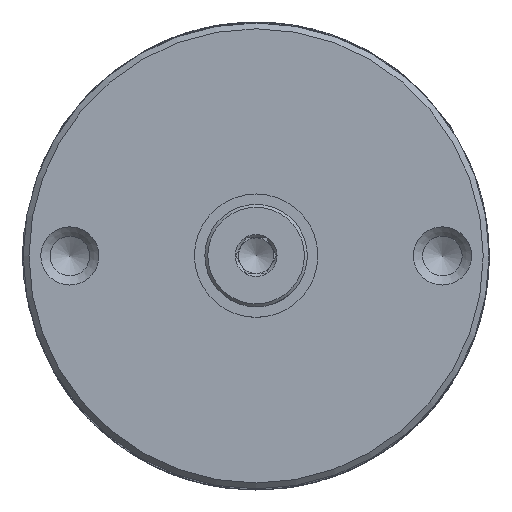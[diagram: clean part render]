
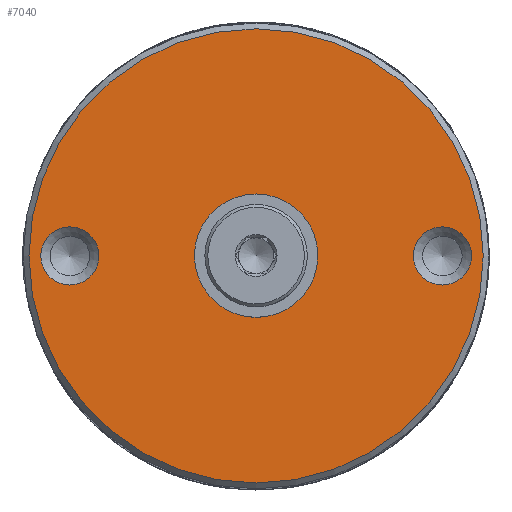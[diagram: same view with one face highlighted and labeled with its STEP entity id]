
A CAD part, top view. The second image highlights one B-rep face of the part: STEP entity #7040.
In plain terms, the highlighted planar face has unit normal (0, 0, 1).
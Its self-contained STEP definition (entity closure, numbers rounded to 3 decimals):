
#4921=PLANE('',#60074);
#7040=ADVANCED_FACE('',(#10061,#10062,#10063,#10064),#4921,.T.);
#10061=FACE_BOUND('',#11826,.T.);
#10062=FACE_BOUND('',#11827,.T.);
#10063=FACE_BOUND('',#11828,.T.);
#10064=FACE_BOUND('',#11829,.T.);
#11826=EDGE_LOOP('',(#25945));
#11827=EDGE_LOOP('',(#25946));
#11828=EDGE_LOOP('',(#25947));
#11829=EDGE_LOOP('',(#25948));
#18497=CIRCLE('',#60067,3.5);
#18498=CIRCLE('',#60069,2.5);
#18499=CIRCLE('',#60071,2.5);
#18500=CIRCLE('',#60073,19.513);
#25945=ORIENTED_EDGE('',*,*,#45199,.T.);
#25946=ORIENTED_EDGE('',*,*,#45198,.T.);
#25947=ORIENTED_EDGE('',*,*,#45200,.T.);
#25948=ORIENTED_EDGE('',*,*,#45197,.F.);
#38771=VERTEX_POINT('',#101640);
#38772=VERTEX_POINT('',#101643);
#38773=VERTEX_POINT('',#101646);
#38774=VERTEX_POINT('',#101649);
#45197=EDGE_CURVE('',#38771,#38771,#18497,.T.);
#45198=EDGE_CURVE('',#38772,#38772,#18498,.T.);
#45199=EDGE_CURVE('',#38773,#38773,#18499,.T.);
#45200=EDGE_CURVE('',#38774,#38774,#18500,.T.);
#60067=AXIS2_PLACEMENT_3D('',#101639,#68643,#68644);
#60069=AXIS2_PLACEMENT_3D('',#101642,#68647,#68648);
#60071=AXIS2_PLACEMENT_3D('',#101645,#68651,#68652);
#60073=AXIS2_PLACEMENT_3D('',#101648,#68655,#68656);
#60074=AXIS2_PLACEMENT_3D('',#101650,#68657,#68658);
#68643=DIRECTION('',(0.,0.,1.));
#68644=DIRECTION('',(0.,1.,0.));
#68647=DIRECTION('',(0.,0.,-1.));
#68648=DIRECTION('',(0.,1.,0.));
#68651=DIRECTION('',(0.,0.,-1.));
#68652=DIRECTION('',(0.,1.,0.));
#68655=DIRECTION('',(0.,0.,1.));
#68656=DIRECTION('',(0.,1.,0.));
#68657=DIRECTION('',(0.,0.,1.));
#68658=DIRECTION('',(0.,-1.,0.));
#101639=CARTESIAN_POINT('',(0.,0.,
50.));
#101640=CARTESIAN_POINT('',(0.,3.5,50.));
#101642=CARTESIAN_POINT('',(16.,0.,50.));
#101643=CARTESIAN_POINT('',(16.,2.5,50.));
#101645=CARTESIAN_POINT('',(-16.,0.,50.));
#101646=CARTESIAN_POINT('',(-16.,2.5,50.));
#101648=CARTESIAN_POINT('',(0.,0.,
50.));
#101649=CARTESIAN_POINT('',(0.,19.513,50.));
#101650=CARTESIAN_POINT('',(0.,0.,
50.));
